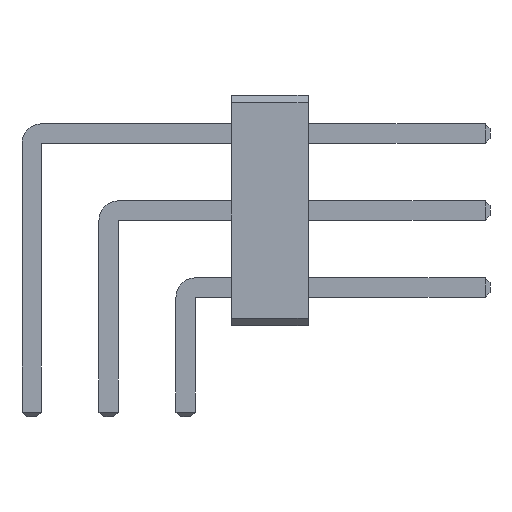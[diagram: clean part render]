
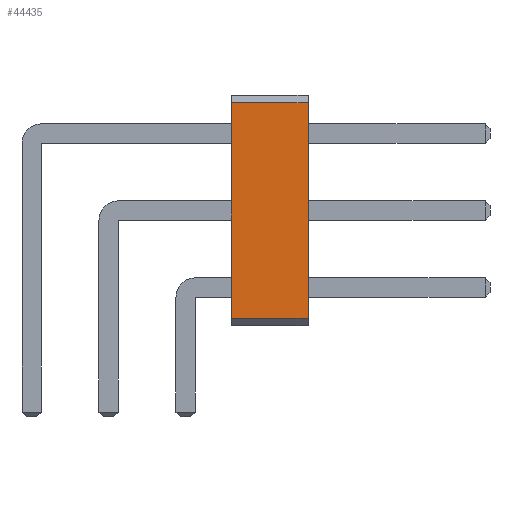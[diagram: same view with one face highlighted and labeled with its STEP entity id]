
A CAD part, front view. The second image highlights one B-rep face of the part: STEP entity #44435.
In plain terms, the highlighted planar face has unit normal (0, -1, 0).
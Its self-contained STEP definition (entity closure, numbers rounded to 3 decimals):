
#44435 = ADVANCED_FACE('',(#44436),#44470,.T.);
#44436 = FACE_BOUND('',#44437,.T.);
#44437 = EDGE_LOOP('',(#44438,#44448,#44456,#44464));
#44438 = ORIENTED_EDGE('',*,*,#44439,.T.);
#44439 = EDGE_CURVE('',#44440,#44442,#44444,.T.);
#44440 = VERTEX_POINT('',#44441);
#44441 = CARTESIAN_POINT('',(6.58,-57.15,0.254));
#44442 = VERTEX_POINT('',#44443);
#44443 = CARTESIAN_POINT('',(9.12,-57.15,0.254));
#44444 = LINE('',#44445,#44446);
#44445 = CARTESIAN_POINT('',(6.58,-57.15,0.254));
#44446 = VECTOR('',#44447,1.);
#44447 = DIRECTION('',(1.,0.,0.));
#44448 = ORIENTED_EDGE('',*,*,#44449,.T.);
#44449 = EDGE_CURVE('',#44442,#44450,#44452,.T.);
#44450 = VERTEX_POINT('',#44451);
#44451 = CARTESIAN_POINT('',(9.12,-57.15,7.366));
#44452 = LINE('',#44453,#44454);
#44453 = CARTESIAN_POINT('',(9.12,-57.15,0.254));
#44454 = VECTOR('',#44455,1.);
#44455 = DIRECTION('',(0.,0.,1.));
#44456 = ORIENTED_EDGE('',*,*,#44457,.F.);
#44457 = EDGE_CURVE('',#44458,#44450,#44460,.T.);
#44458 = VERTEX_POINT('',#44459);
#44459 = CARTESIAN_POINT('',(6.58,-57.15,7.366));
#44460 = LINE('',#44461,#44462);
#44461 = CARTESIAN_POINT('',(6.58,-57.15,7.366));
#44462 = VECTOR('',#44463,1.);
#44463 = DIRECTION('',(1.,0.,0.));
#44464 = ORIENTED_EDGE('',*,*,#44465,.F.);
#44465 = EDGE_CURVE('',#44440,#44458,#44466,.T.);
#44466 = LINE('',#44467,#44468);
#44467 = CARTESIAN_POINT('',(6.58,-57.15,0.254));
#44468 = VECTOR('',#44469,1.);
#44469 = DIRECTION('',(0.,0.,1.));
#44470 = PLANE('',#44471);
#44471 = AXIS2_PLACEMENT_3D('',#44472,#44473,#44474);
#44472 = CARTESIAN_POINT('',(6.58,-57.15,0.254));
#44473 = DIRECTION('',(0.,-1.,0.));
#44474 = DIRECTION('',(0.,0.,1.));
